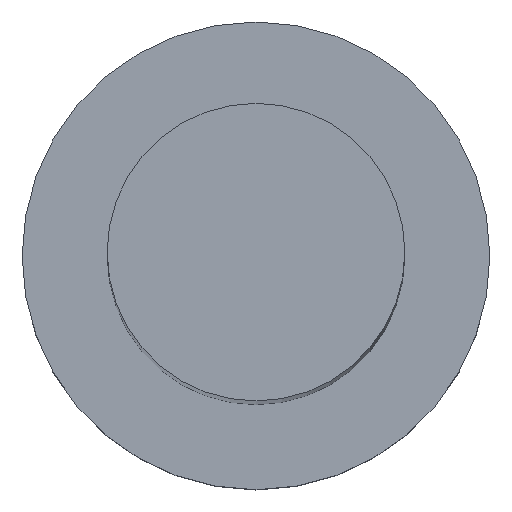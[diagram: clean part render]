
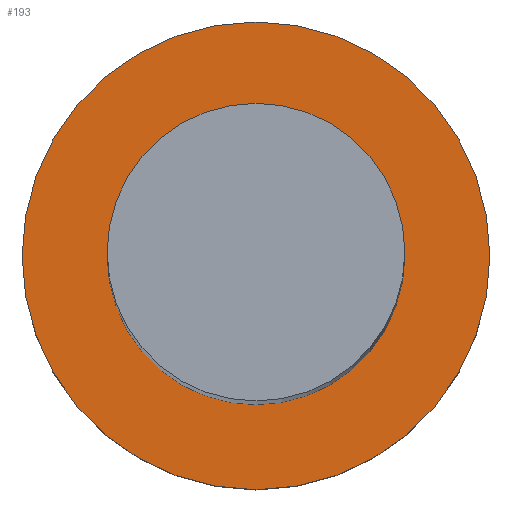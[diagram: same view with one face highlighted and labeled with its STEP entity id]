
A CAD part, top view. The second image highlights one B-rep face of the part: STEP entity #193.
In plain terms, the highlighted planar face has unit normal (0, 0, 1).
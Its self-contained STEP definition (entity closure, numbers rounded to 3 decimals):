
#4 = AXIS2_PLACEMENT_3D ( 'NONE', #76, #47, #220 ) ;
#5 = CARTESIAN_POINT ( 'NONE',  ( 0., 0., 7. ) ) ;
#9 = FACE_BOUND ( 'NONE', #170, .T. ) ;
#11 = PLANE ( 'NONE',  #249 ) ;
#14 = AXIS2_PLACEMENT_3D ( 'NONE', #104, #238, #243 ) ;
#15 = CIRCLE ( 'NONE', #4, 11. ) ;
#24 = VERTEX_POINT ( 'NONE', #101 ) ;
#28 = CIRCLE ( 'NONE', #114, 7. ) ;
#29 = ORIENTED_EDGE ( 'NONE', *, *, #45, .F. ) ;
#37 = EDGE_CURVE ( 'NONE', #132, #24, #230, .T. ) ;
#43 = CARTESIAN_POINT ( 'NONE',  ( 11., 0., 7. ) ) ;
#45 = EDGE_CURVE ( 'NONE', #254, #94, #189, .T. ) ;
#46 = DIRECTION ( 'NONE',  ( 0., 0., 1. ) ) ;
#47 = DIRECTION ( 'NONE',  ( 0., 0., 1. ) ) ;
#50 = FACE_OUTER_BOUND ( 'NONE', #120, .T. ) ;
#70 = ORIENTED_EDGE ( 'NONE', *, *, #37, .T. ) ;
#76 = CARTESIAN_POINT ( 'NONE',  ( 0., 0., 7. ) ) ;
#83 = DIRECTION ( 'NONE',  ( 1., 0., 0. ) ) ;
#94 = VERTEX_POINT ( 'NONE', #138 ) ;
#98 = EDGE_CURVE ( 'NONE', #24, #132, #15, .T. ) ;
#99 = ORIENTED_EDGE ( 'NONE', *, *, #109, .F. ) ;
#101 = CARTESIAN_POINT ( 'NONE',  ( -11., 0., 7. ) ) ;
#104 = CARTESIAN_POINT ( 'NONE',  ( 0., 0., 7. ) ) ;
#109 = EDGE_CURVE ( 'NONE', #94, #254, #28, .T. ) ;
#114 = AXIS2_PLACEMENT_3D ( 'NONE', #118, #122, #83 ) ;
#118 = CARTESIAN_POINT ( 'NONE',  ( 0., 0., 7. ) ) ;
#120 = EDGE_LOOP ( 'NONE', ( #210, #70 ) ) ;
#122 = DIRECTION ( 'NONE',  ( 0., 0., 1. ) ) ;
#125 = DIRECTION ( 'NONE',  ( 1., 0., 0. ) ) ;
#132 = VERTEX_POINT ( 'NONE', #43 ) ;
#138 = CARTESIAN_POINT ( 'NONE',  ( 7., 0., 7. ) ) ;
#146 = AXIS2_PLACEMENT_3D ( 'NONE', #5, #46, #163 ) ;
#163 = DIRECTION ( 'NONE',  ( 1., 0., 0. ) ) ;
#170 = EDGE_LOOP ( 'NONE', ( #29, #99 ) ) ;
#184 = CARTESIAN_POINT ( 'NONE',  ( -7., 0., 7. ) ) ;
#189 = CIRCLE ( 'NONE', #146, 7. ) ;
#193 = ADVANCED_FACE ( 'NONE', ( #9, #50 ), #11, .T. ) ;
#204 = DIRECTION ( 'NONE',  ( 0., 0., 1. ) ) ;
#210 = ORIENTED_EDGE ( 'NONE', *, *, #98, .T. ) ;
#220 = DIRECTION ( 'NONE',  ( 1., 0., 0. ) ) ;
#230 = CIRCLE ( 'NONE', #14, 11. ) ;
#238 = DIRECTION ( 'NONE',  ( 0., 0., 1. ) ) ;
#243 = DIRECTION ( 'NONE',  ( 1., 0., 0. ) ) ;
#244 = CARTESIAN_POINT ( 'NONE',  ( 0., 0., 7. ) ) ;
#249 = AXIS2_PLACEMENT_3D ( 'NONE', #244, #204, #125 ) ;
#254 = VERTEX_POINT ( 'NONE', #184 ) ;
